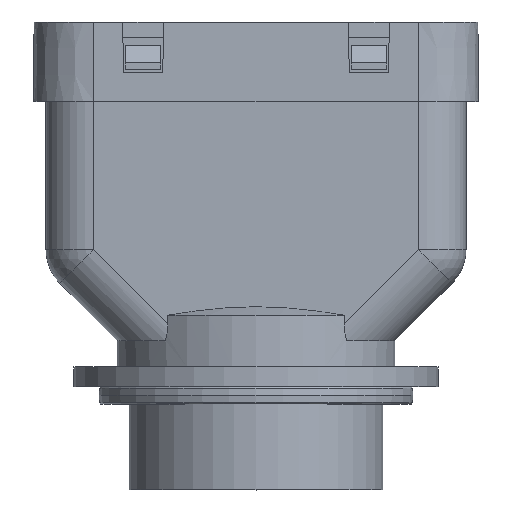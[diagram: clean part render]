
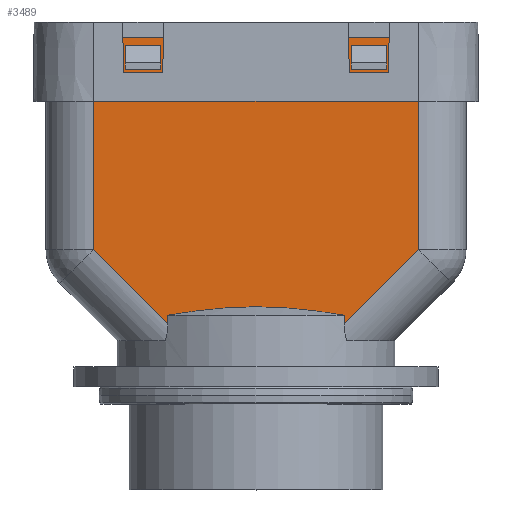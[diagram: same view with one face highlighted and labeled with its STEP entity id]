
A CAD part, top view. The second image highlights one B-rep face of the part: STEP entity #3489.
In plain terms, the highlighted planar face has unit normal (0, 0, 1).
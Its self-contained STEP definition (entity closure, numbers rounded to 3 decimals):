
#8 = EDGE_CURVE ( 'NONE', #847, #4628, #281, .T. ) ;
#41 = VECTOR ( 'NONE', #1395, 1000. ) ;
#60 = VERTEX_POINT ( 'NONE', #4967 ) ;
#68 = PLANE ( 'NONE',  #2445 ) ;
#160 = CARTESIAN_POINT ( 'NONE',  ( -1.879, 23.071, 13.5 ) ) ;
#169 = VECTOR ( 'NONE', #2004, 1000. ) ;
#224 = ORIENTED_EDGE ( 'NONE', *, *, #250, .T. ) ;
#236 = VECTOR ( 'NONE', #3069, 1000. ) ;
#250 = EDGE_CURVE ( 'NONE', #2977, #4828, #2925, .T. ) ;
#255 = CARTESIAN_POINT ( 'NONE',  ( -12., 53., 13.5 ) ) ;
#281 = LINE ( 'NONE', #4176, #3116 ) ;
#360 = B_SPLINE_CURVE_WITH_KNOTS ( 'NONE', 3,
 ( #2736, #546, #4286, #3923, #160, #801, #3172, #1974, #443, #4412, #3899, #3519 ),
 .UNSPECIFIED., .F., .F.,
 ( 4, 2, 2, 2, 2, 4 ),
 ( 0.017, 0.023, 0.029, 0.034, 0.037, 0.04 ),
 .UNSPECIFIED. ) ;
#370 = ORIENTED_EDGE ( 'NONE', *, *, #4167, .T. ) ;
#423 = VERTEX_POINT ( 'NONE', #1918 ) ;
#443 = CARTESIAN_POINT ( 'NONE',  ( 7.43, 22.566, 13.5 ) ) ;
#451 = CARTESIAN_POINT ( 'NONE',  ( -16.5, 56., 13.5 ) ) ;
#478 = CARTESIAN_POINT ( 'NONE',  ( 20.5, 30.285, 13.5 ) ) ;
#546 = CARTESIAN_POINT ( 'NONE',  ( -9.288, 22.315, 13.5 ) ) ;
#629 = EDGE_CURVE ( 'NONE', #4263, #1038, #2129, .T. ) ;
#647 = VECTOR ( 'NONE', #3268, 1000. ) ;
#686 = CARTESIAN_POINT ( 'NONE',  ( 11.136, 22., 13.5 ) ) ;
#766 = CARTESIAN_POINT ( 'NONE',  ( 12., 56., 13.5 ) ) ;
#788 = CARTESIAN_POINT ( 'NONE',  ( 16.5, 56., 13.5 ) ) ;
#801 = CARTESIAN_POINT ( 'NONE',  ( 1.838, 23.073, 13.5 ) ) ;
#837 = LINE ( 'NONE', #451, #169 ) ;
#847 = VERTEX_POINT ( 'NONE', #1487 ) ;
#850 = VERTEX_POINT ( 'NONE', #2686 ) ;
#975 = ORIENTED_EDGE ( 'NONE', *, *, #2838, .T. ) ;
#993 = ORIENTED_EDGE ( 'NONE', *, *, #629, .T. ) ;
#1038 = VERTEX_POINT ( 'NONE', #2513 ) ;
#1075 = ORIENTED_EDGE ( 'NONE', *, *, #2990, .F. ) ;
#1114 = DIRECTION ( 'NONE',  ( 0., 1., 0. ) ) ;
#1174 = DIRECTION ( 'NONE',  ( 0., 1., 0. ) ) ;
#1211 = VECTOR ( 'NONE', #1754, 1000. ) ;
#1215 = VECTOR ( 'NONE', #3073, 1000. ) ;
#1275 = VERTEX_POINT ( 'NONE', #766 ) ;
#1289 = LINE ( 'NONE', #1982, #2120 ) ;
#1294 = LINE ( 'NONE', #1687, #3318 ) ;
#1347 = EDGE_LOOP ( 'NONE', ( #3605, #2702, #2221, #4183 ) ) ;
#1395 = DIRECTION ( 'NONE',  ( -1., 0., 0. ) ) ;
#1415 = EDGE_CURVE ( 'NONE', #4263, #60, #4768, .T. ) ;
#1487 = CARTESIAN_POINT ( 'NONE',  ( 11.136, 20.921, 13.5 ) ) ;
#1491 = VERTEX_POINT ( 'NONE', #3285 ) ;
#1494 = CARTESIAN_POINT ( 'NONE',  ( 20.5, 57., 13.5 ) ) ;
#1519 = CARTESIAN_POINT ( 'NONE',  ( 12., 53., 13.5 ) ) ;
#1524 = LINE ( 'NONE', #4226, #1215 ) ;
#1533 = VECTOR ( 'NONE', #1174, 1000. ) ;
#1687 = CARTESIAN_POINT ( 'NONE',  ( 26.5, 57., 13.5 ) ) ;
#1754 = DIRECTION ( 'NONE',  ( 0., -1., 0. ) ) ;
#1854 = LINE ( 'NONE', #1880, #236 ) ;
#1880 = CARTESIAN_POINT ( 'NONE',  ( 22.257, 32.043, 13.5 ) ) ;
#1918 = CARTESIAN_POINT ( 'NONE',  ( -16.5, 53., 13.5 ) ) ;
#1974 = CARTESIAN_POINT ( 'NONE',  ( 6.496, 22.681, 13.5 ) ) ;
#1982 = CARTESIAN_POINT ( 'NONE',  ( -13.257, 23.043, 13.5 ) ) ;
#2001 = FACE_BOUND ( 'NONE', #3058, .T. ) ;
#2004 = DIRECTION ( 'NONE',  ( 1., 0., 0. ) ) ;
#2120 = VECTOR ( 'NONE', #4400, 1000. ) ;
#2129 = LINE ( 'NONE', #2150, #41 ) ;
#2150 = CARTESIAN_POINT ( 'NONE',  ( 16.5, 53., 13.5 ) ) ;
#2175 = ORIENTED_EDGE ( 'NONE', *, *, #2843, .T. ) ;
#2211 = EDGE_LOOP ( 'NONE', ( #5014, #2175, #224, #4532, #3804, #4045, #4254, #370 ) ) ;
#2221 = ORIENTED_EDGE ( 'NONE', *, *, #4735, .F. ) ;
#2268 = CARTESIAN_POINT ( 'NONE',  ( -11.136, 20.921, 13.5 ) ) ;
#2346 = EDGE_CURVE ( 'NONE', #423, #2713, #2543, .T. ) ;
#2383 = LINE ( 'NONE', #3235, #1533 ) ;
#2421 = LINE ( 'NONE', #788, #3730 ) ;
#2442 = CARTESIAN_POINT ( 'NONE',  ( -20.5, 30.285, 13.5 ) ) ;
#2445 = AXIS2_PLACEMENT_3D ( 'NONE', #4730, #3202, #4756 ) ;
#2513 = CARTESIAN_POINT ( 'NONE',  ( 12., 53., 13.5 ) ) ;
#2543 = LINE ( 'NONE', #4081, #647 ) ;
#2596 = CARTESIAN_POINT ( 'NONE',  ( -12., 53., 13.5 ) ) ;
#2642 = EDGE_CURVE ( 'NONE', #423, #1491, #2383, .T. ) ;
#2671 = DIRECTION ( 'NONE',  ( 0., 1., 0. ) ) ;
#2682 = VECTOR ( 'NONE', #2671, 1000. ) ;
#2686 = CARTESIAN_POINT ( 'NONE',  ( -11.136, 22., 13.5 ) ) ;
#2702 = ORIENTED_EDGE ( 'NONE', *, *, #4986, .T. ) ;
#2713 = VERTEX_POINT ( 'NONE', #255 ) ;
#2736 = CARTESIAN_POINT ( 'NONE',  ( -11.136, 22., 13.5 ) ) ;
#2828 = CARTESIAN_POINT ( 'NONE',  ( 16.5, 53., 13.5 ) ) ;
#2838 = EDGE_CURVE ( 'NONE', #1038, #1275, #5005, .T. ) ;
#2843 = EDGE_CURVE ( 'NONE', #847, #2977, #1854, .T. ) ;
#2852 = VECTOR ( 'NONE', #4145, 1000. ) ;
#2921 = CARTESIAN_POINT ( 'NONE',  ( -11.136, 22., 13.5 ) ) ;
#2925 = LINE ( 'NONE', #4835, #3365 ) ;
#2977 = VERTEX_POINT ( 'NONE', #478 ) ;
#2990 = EDGE_CURVE ( 'NONE', #60, #1275, #2421, .T. ) ;
#3058 = EDGE_LOOP ( 'NONE', ( #4330, #993, #975, #1075 ) ) ;
#3069 = DIRECTION ( 'NONE',  ( 0.707, 0.707, 0. ) ) ;
#3073 = DIRECTION ( 'NONE',  ( 0., -1., 0. ) ) ;
#3116 = VECTOR ( 'NONE', #1114, 1000. ) ;
#3172 = CARTESIAN_POINT ( 'NONE',  ( 3.7, 22.967, 13.5 ) ) ;
#3181 = EDGE_CURVE ( 'NONE', #4828, #3942, #1294, .T. ) ;
#3202 = DIRECTION ( 'NONE',  ( 0., 0., 1. ) ) ;
#3205 = CARTESIAN_POINT ( 'NONE',  ( -12., 56., 13.5 ) ) ;
#3235 = CARTESIAN_POINT ( 'NONE',  ( -16.5, 53., 13.5 ) ) ;
#3268 = DIRECTION ( 'NONE',  ( 1., 0., 0. ) ) ;
#3285 = CARTESIAN_POINT ( 'NONE',  ( -16.5, 56., 13.5 ) ) ;
#3318 = VECTOR ( 'NONE', #3612, 1000. ) ;
#3321 = CARTESIAN_POINT ( 'NONE',  ( -20.5, 57., 13.5 ) ) ;
#3340 = CARTESIAN_POINT ( 'NONE',  ( 16.5, 53., 13.5 ) ) ;
#3365 = VECTOR ( 'NONE', #4115, 1000. ) ;
#3472 = DIRECTION ( 'NONE',  ( -1., 0., 0. ) ) ;
#3489 = ADVANCED_FACE ( 'NONE', ( #2001, #3582, #3553 ), #68, .T. ) ;
#3519 = CARTESIAN_POINT ( 'NONE',  ( 11.136, 22., 13.5 ) ) ;
#3534 = VECTOR ( 'NONE', #4377, 1000. ) ;
#3553 = FACE_OUTER_BOUND ( 'NONE', #2211, .T. ) ;
#3582 = FACE_BOUND ( 'NONE', #1347, .T. ) ;
#3605 = ORIENTED_EDGE ( 'NONE', *, *, #2642, .T. ) ;
#3612 = DIRECTION ( 'NONE',  ( -1., 0., 0. ) ) ;
#3730 = VECTOR ( 'NONE', #3472, 1000. ) ;
#3734 = LINE ( 'NONE', #2596, #2852 ) ;
#3781 = VERTEX_POINT ( 'NONE', #2442 ) ;
#3804 = ORIENTED_EDGE ( 'NONE', *, *, #4363, .T. ) ;
#3855 = EDGE_CURVE ( 'NONE', #850, #4389, #4833, .T. ) ;
#3899 = CARTESIAN_POINT ( 'NONE',  ( 10.213, 22.157, 13.5 ) ) ;
#3923 = CARTESIAN_POINT ( 'NONE',  ( -3.734, 22.964, 13.5 ) ) ;
#3942 = VERTEX_POINT ( 'NONE', #3321 ) ;
#4045 = ORIENTED_EDGE ( 'NONE', *, *, #4974, .T. ) ;
#4081 = CARTESIAN_POINT ( 'NONE',  ( -16.5, 53., 13.5 ) ) ;
#4115 = DIRECTION ( 'NONE',  ( 0., 1., 0. ) ) ;
#4145 = DIRECTION ( 'NONE',  ( 0., 1., 0. ) ) ;
#4167 = EDGE_CURVE ( 'NONE', #850, #4628, #360, .T. ) ;
#4176 = CARTESIAN_POINT ( 'NONE',  ( 11.136, 22., 13.5 ) ) ;
#4183 = ORIENTED_EDGE ( 'NONE', *, *, #2346, .F. ) ;
#4226 = CARTESIAN_POINT ( 'NONE',  ( -20.5, 27.8, 13.5 ) ) ;
#4254 = ORIENTED_EDGE ( 'NONE', *, *, #3855, .F. ) ;
#4263 = VERTEX_POINT ( 'NONE', #3340 ) ;
#4286 = CARTESIAN_POINT ( 'NONE',  ( -7.438, 22.585, 13.5 ) ) ;
#4330 = ORIENTED_EDGE ( 'NONE', *, *, #1415, .F. ) ;
#4363 = EDGE_CURVE ( 'NONE', #3942, #3781, #1524, .T. ) ;
#4377 = DIRECTION ( 'NONE',  ( 0., 1., 0. ) ) ;
#4389 = VERTEX_POINT ( 'NONE', #2268 ) ;
#4400 = DIRECTION ( 'NONE',  ( 0.707, -0.707, 0. ) ) ;
#4412 = CARTESIAN_POINT ( 'NONE',  ( 9.288, 22.304, 13.5 ) ) ;
#4532 = ORIENTED_EDGE ( 'NONE', *, *, #3181, .T. ) ;
#4628 = VERTEX_POINT ( 'NONE', #686 ) ;
#4730 = CARTESIAN_POINT ( 'NONE',  ( 0., 0., 13.5 ) ) ;
#4735 = EDGE_CURVE ( 'NONE', #2713, #4874, #3734, .T. ) ;
#4756 = DIRECTION ( 'NONE',  ( 1., 0., 0. ) ) ;
#4768 = LINE ( 'NONE', #2828, #3534 ) ;
#4828 = VERTEX_POINT ( 'NONE', #1494 ) ;
#4833 = LINE ( 'NONE', #2921, #1211 ) ;
#4835 = CARTESIAN_POINT ( 'NONE',  ( 20.5, 57., 13.5 ) ) ;
#4874 = VERTEX_POINT ( 'NONE', #3205 ) ;
#4967 = CARTESIAN_POINT ( 'NONE',  ( 16.5, 56., 13.5 ) ) ;
#4974 = EDGE_CURVE ( 'NONE', #3781, #4389, #1289, .T. ) ;
#4986 = EDGE_CURVE ( 'NONE', #1491, #4874, #837, .T. ) ;
#5005 = LINE ( 'NONE', #1519, #2682 ) ;
#5014 = ORIENTED_EDGE ( 'NONE', *, *, #8, .F. ) ;
